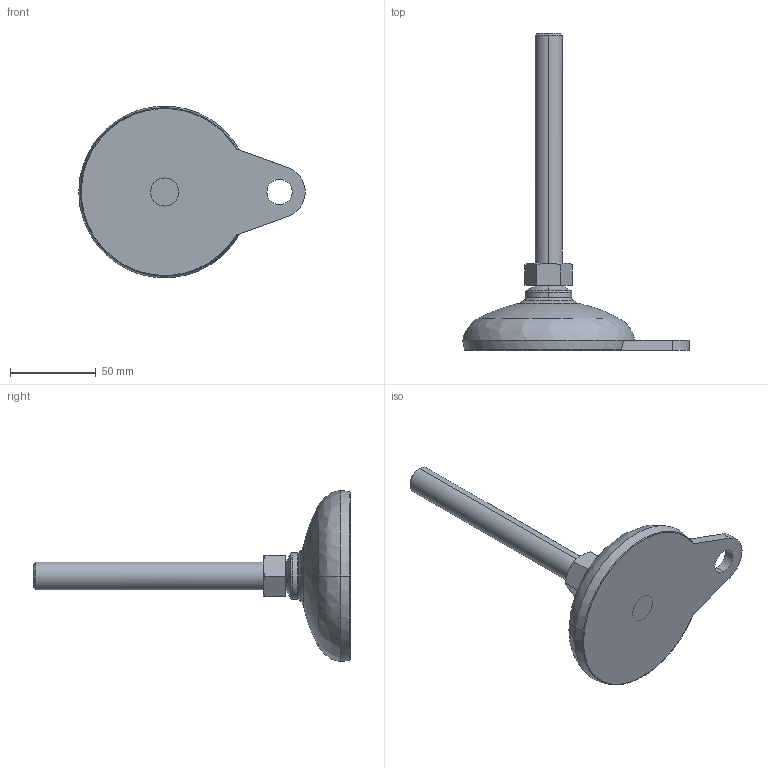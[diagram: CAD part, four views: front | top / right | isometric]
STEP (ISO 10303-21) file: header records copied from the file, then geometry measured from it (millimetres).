
FILE_DESCRIPTION (( 'STEP AP214' ), '1' );
FILE_NAME ('Rexnord-R0748F-R0748 -616103.STEP', '2020-07-17T10:24:44', ( '' ), ( '' ), 'SwSTEP 2.0', 'SolidWorks 2020', '' );
FILE_SCHEMA (( 'AUTOMOTIVE_DESIGN' ));
Length unit declared in the file: millimetre
Products named in the file (3): Rexnord-R0748F-R0748 -616103_M16; Rexnord-R0748F-R0748 -616103; Rexnord-R0748F-R0748 -616103_R0748F
Assembly tree (2 placements, depth 2):
  Rexnord-R0748F-R0748 -616103
    Rexnord-R0748F-R0748 -616103_R0748F
    Rexnord-R0748F-R0748 -616103_M16
Bounding box: 132.15 x 185 x 100.02 mm (x, y, z)
Volume: 210865.1 mm3; surface area: 34596 mm2
Topology: 3 solids, 3 shells, 71 faces, 158 edges, 99 vertices
Faces by surface type: plane 25, cone 22, cylinder 15, bspline 9
Entity records: 3070 total; most frequent: CARTESIAN_POINT 729, DIRECTION 349, ORIENTED_EDGE 316, EDGE_CURVE 158, AXIS2_PLACEMENT_3D 147, VERTEX_POINT 99, EDGE_LOOP 81, CIRCLE 80
